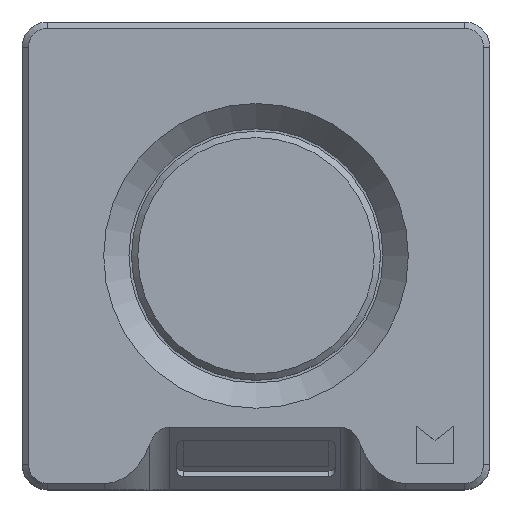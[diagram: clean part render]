
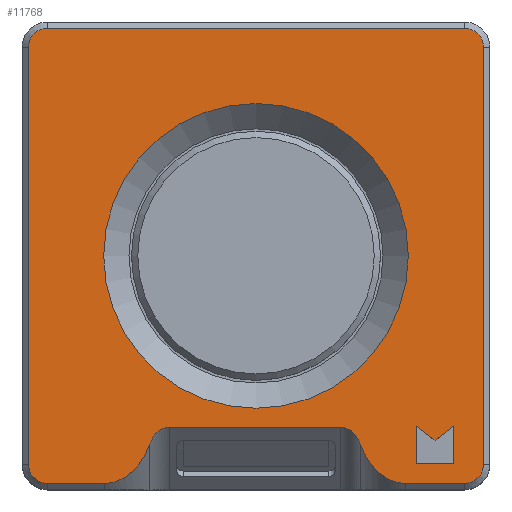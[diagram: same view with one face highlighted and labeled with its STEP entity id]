
A CAD part, top view. The second image highlights one B-rep face of the part: STEP entity #11768.
In plain terms, the highlighted planar face has unit normal (0, 0, 1).
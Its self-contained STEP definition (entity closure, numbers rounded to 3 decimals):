
#51=ELLIPSE('',#12602,11.314,8.);
#53=ELLIPSE('',#12605,4.95,3.5);
#55=ELLIPSE('',#12612,11.314,8.);
#56=ELLIPSE('',#12613,4.95,3.5);
#211=CIRCLE('',#12608,3.);
#212=CIRCLE('',#12609,3.);
#213=CIRCLE('',#12610,3.);
#214=CIRCLE('',#12611,3.);
#215=CIRCLE('',#12614,24.1);
#494=FACE_BOUND('',#1564,.T.);
#495=FACE_BOUND('',#1565,.T.);
#855=FACE_OUTER_BOUND('',#1563,.T.);
#1563=EDGE_LOOP('',(#9087,#9088,#9089,#9090,#9091,#9092,#9093,#9094,#9095,
#9096,#9097,#9098,#9099,#9100));
#1564=EDGE_LOOP('',(#9101,#9102,#9103,#9104,#9105));
#1565=EDGE_LOOP('',(#9106));
#2374=LINE('',#17345,#3795);
#2378=LINE('',#17353,#3799);
#2381=LINE('',#17359,#3802);
#2384=LINE('',#17365,#3805);
#2387=LINE('',#17370,#3808);
#2705=LINE('',#18213,#4126);
#2706=LINE('',#18217,#4127);
#2707=LINE('',#18221,#4128);
#2708=LINE('',#18225,#4129);
#2709=LINE('',#18229,#4130);
#2710=LINE('',#18234,#4131);
#3795=VECTOR('',#13854,10.);
#3799=VECTOR('',#13860,10.);
#3802=VECTOR('',#13865,10.);
#3805=VECTOR('',#13870,10.);
#3808=VECTOR('',#13875,10.);
#4126=VECTOR('',#14475,10.);
#4127=VECTOR('',#14478,10.);
#4128=VECTOR('',#14481,10.);
#4129=VECTOR('',#14484,10.);
#4130=VECTOR('',#14487,10.);
#4131=VECTOR('',#14492,10.);
#5128=VERTEX_POINT('',#17343);
#5129=VERTEX_POINT('',#17344);
#5132=VERTEX_POINT('',#17352);
#5134=VERTEX_POINT('',#17358);
#5136=VERTEX_POINT('',#17364);
#5383=VERTEX_POINT('',#18197);
#5384=VERTEX_POINT('',#18198);
#5387=VERTEX_POINT('',#18206);
#5389=VERTEX_POINT('',#18212);
#5390=VERTEX_POINT('',#18214);
#5391=VERTEX_POINT('',#18216);
#5392=VERTEX_POINT('',#18218);
#5393=VERTEX_POINT('',#18220);
#5394=VERTEX_POINT('',#18222);
#5395=VERTEX_POINT('',#18224);
#5396=VERTEX_POINT('',#18226);
#5397=VERTEX_POINT('',#18228);
#5398=VERTEX_POINT('',#18230);
#5399=VERTEX_POINT('',#18232);
#5400=VERTEX_POINT('',#18235);
#6354=EDGE_CURVE('',#5128,#5129,#2374,.T.);
#6358=EDGE_CURVE('',#5132,#5128,#2378,.T.);
#6361=EDGE_CURVE('',#5134,#5132,#2381,.T.);
#6364=EDGE_CURVE('',#5136,#5134,#2384,.T.);
#6367=EDGE_CURVE('',#5129,#5136,#2387,.T.);
#6721=EDGE_CURVE('',#5383,#5384,#51,.T.);
#6725=EDGE_CURVE('',#5384,#5387,#53,.T.);
#6728=EDGE_CURVE('',#5389,#5383,#2705,.T.);
#6729=EDGE_CURVE('',#5390,#5389,#211,.T.);
#6730=EDGE_CURVE('',#5391,#5390,#2706,.T.);
#6731=EDGE_CURVE('',#5392,#5391,#212,.T.);
#6732=EDGE_CURVE('',#5393,#5392,#2707,.T.);
#6733=EDGE_CURVE('',#5394,#5393,#213,.T.);
#6734=EDGE_CURVE('',#5395,#5394,#2708,.T.);
#6735=EDGE_CURVE('',#5396,#5395,#214,.T.);
#6736=EDGE_CURVE('',#5397,#5396,#2709,.T.);
#6737=EDGE_CURVE('',#5398,#5397,#55,.T.);
#6738=EDGE_CURVE('',#5399,#5398,#56,.T.);
#6739=EDGE_CURVE('',#5399,#5387,#2710,.T.);
#6740=EDGE_CURVE('',#5400,#5400,#215,.T.);
#9087=ORIENTED_EDGE('',*,*,#6721,.F.);
#9088=ORIENTED_EDGE('',*,*,#6728,.F.);
#9089=ORIENTED_EDGE('',*,*,#6729,.F.);
#9090=ORIENTED_EDGE('',*,*,#6730,.F.);
#9091=ORIENTED_EDGE('',*,*,#6731,.F.);
#9092=ORIENTED_EDGE('',*,*,#6732,.F.);
#9093=ORIENTED_EDGE('',*,*,#6733,.F.);
#9094=ORIENTED_EDGE('',*,*,#6734,.F.);
#9095=ORIENTED_EDGE('',*,*,#6735,.F.);
#9096=ORIENTED_EDGE('',*,*,#6736,.F.);
#9097=ORIENTED_EDGE('',*,*,#6737,.F.);
#9098=ORIENTED_EDGE('',*,*,#6738,.F.);
#9099=ORIENTED_EDGE('',*,*,#6739,.T.);
#9100=ORIENTED_EDGE('',*,*,#6725,.F.);
#9101=ORIENTED_EDGE('',*,*,#6354,.T.);
#9102=ORIENTED_EDGE('',*,*,#6367,.T.);
#9103=ORIENTED_EDGE('',*,*,#6364,.T.);
#9104=ORIENTED_EDGE('',*,*,#6361,.T.);
#9105=ORIENTED_EDGE('',*,*,#6358,.T.);
#9106=ORIENTED_EDGE('',*,*,#6740,.F.);
#11188=PLANE('',#12607);
#11768=ADVANCED_FACE('',(#855,#494,#495),#11188,.T.);
#12602=AXIS2_PLACEMENT_3D('',#18199,#14460,#14461);
#12605=AXIS2_PLACEMENT_3D('',#18207,#14468,#14469);
#12607=AXIS2_PLACEMENT_3D('',#18211,#14473,#14474);
#12608=AXIS2_PLACEMENT_3D('',#18215,#14476,#14477);
#12609=AXIS2_PLACEMENT_3D('',#18219,#14479,#14480);
#12610=AXIS2_PLACEMENT_3D('',#18223,#14482,#14483);
#12611=AXIS2_PLACEMENT_3D('',#18227,#14485,#14486);
#12612=AXIS2_PLACEMENT_3D('',#18231,#14488,#14489);
#12613=AXIS2_PLACEMENT_3D('',#18233,#14490,#14491);
#12614=AXIS2_PLACEMENT_3D('',#18236,#14493,#14494);
#13854=DIRECTION('',(0.8,0.6,0.));
#13860=DIRECTION('',(0.8,-0.6,0.));
#13865=DIRECTION('',(0.,1.,0.));
#13870=DIRECTION('',(-1.,0.,0.));
#13875=DIRECTION('',(0.,-1.,0.));
#14460=DIRECTION('center_axis',(0.,0.,-1.));
#14461=DIRECTION('ref_axis',(0.,1.,0.));
#14468=DIRECTION('center_axis',(0.,0.,1.));
#14469=DIRECTION('ref_axis',(0.,1.,0.));
#14473=DIRECTION('center_axis',(0.,0.,1.));
#14474=DIRECTION('ref_axis',(1.,0.,0.));
#14475=DIRECTION('',(-1.,0.,0.));
#14476=DIRECTION('center_axis',(0.,0.,-1.));
#14477=DIRECTION('ref_axis',(0.707,-0.707,0.));
#14478=DIRECTION('',(0.,-1.,0.));
#14479=DIRECTION('center_axis',(0.,0.,-1.));
#14480=DIRECTION('ref_axis',(0.707,0.707,0.));
#14481=DIRECTION('',(1.,0.,0.));
#14482=DIRECTION('center_axis',(0.,0.,-1.));
#14483=DIRECTION('ref_axis',(-0.707,0.707,0.));
#14484=DIRECTION('',(0.,1.,0.));
#14485=DIRECTION('center_axis',(0.,0.,-1.));
#14486=DIRECTION('ref_axis',(-0.707,-0.707,0.));
#14487=DIRECTION('',(-1.,0.,0.));
#14488=DIRECTION('center_axis',(0.,0.,-1.));
#14489=DIRECTION('ref_axis',(0.,1.,0.));
#14490=DIRECTION('center_axis',(0.,0.,1.));
#14491=DIRECTION('ref_axis',(0.,1.,0.));
#14492=DIRECTION('',(1.,0.,0.));
#14493=DIRECTION('center_axis',(0.,0.,1.));
#14494=DIRECTION('ref_axis',(1.,0.,0.));
#17343=CARTESIAN_POINT('',(28.327,-29.189,22.));
#17344=CARTESIAN_POINT('',(31.317,-26.947,22.));
#17345=CARTESIAN_POINT('',(26.266,-30.734,22.));
#17352=CARTESIAN_POINT('',(25.337,-26.947,22.));
#17353=CARTESIAN_POINT('',(10.761,-16.017,22.));
#17358=CARTESIAN_POINT('',(25.337,-32.927,22.));
#17359=CARTESIAN_POINT('',(25.337,-16.463,22.));
#17364=CARTESIAN_POINT('',(31.317,-32.927,22.));
#17365=CARTESIAN_POINT('',(15.658,-32.927,22.));
#17370=CARTESIAN_POINT('',(31.317,-13.474,22.));
#18197=CARTESIAN_POINT('',(23.654,-36.,22.));
#18198=CARTESIAN_POINT('',(16.521,-29.809,22.));
#18199=CARTESIAN_POINT('Origin',(23.654,-24.686,22.));
#18206=CARTESIAN_POINT('',(13.4,-27.101,22.));
#18207=CARTESIAN_POINT('Origin',(13.4,-32.05,22.));
#18211=CARTESIAN_POINT('Origin',(0.,0.,22.));
#18212=CARTESIAN_POINT('',(33.,-36.,22.));
#18213=CARTESIAN_POINT('',(-18.5,-36.,22.));
#18214=CARTESIAN_POINT('',(36.,-33.,22.));
#18215=CARTESIAN_POINT('Origin',(33.,-33.,22.));
#18216=CARTESIAN_POINT('',(36.,33.,22.));
#18217=CARTESIAN_POINT('',(36.,-18.5,22.));
#18218=CARTESIAN_POINT('',(33.,36.,22.));
#18219=CARTESIAN_POINT('Origin',(33.,33.,22.));
#18220=CARTESIAN_POINT('',(-33.,36.,22.));
#18221=CARTESIAN_POINT('',(18.5,36.,22.));
#18222=CARTESIAN_POINT('',(-36.,33.,22.));
#18223=CARTESIAN_POINT('Origin',(-33.,33.,22.));
#18224=CARTESIAN_POINT('',(-36.,-33.,22.));
#18225=CARTESIAN_POINT('',(-36.,18.5,22.));
#18226=CARTESIAN_POINT('',(-33.,-36.,22.));
#18227=CARTESIAN_POINT('Origin',(-33.,-33.,22.));
#18228=CARTESIAN_POINT('',(-23.954,-36.,22.));
#18229=CARTESIAN_POINT('',(-18.5,-36.,22.));
#18230=CARTESIAN_POINT('',(-16.821,-29.809,22.));
#18231=CARTESIAN_POINT('Origin',(-23.954,-24.686,22.));
#18232=CARTESIAN_POINT('',(-13.7,-27.101,22.));
#18233=CARTESIAN_POINT('Origin',(-13.7,-32.05,22.));
#18234=CARTESIAN_POINT('',(-8.6,-27.101,22.));
#18235=CARTESIAN_POINT('',(-24.1,0.,22.));
#18236=CARTESIAN_POINT('Origin',(0.,0.,22.));
